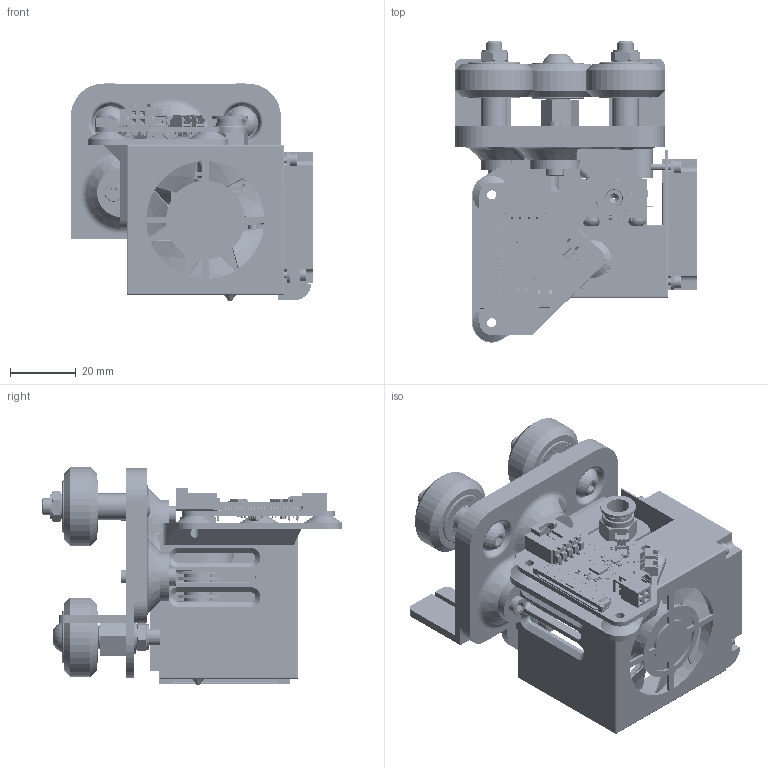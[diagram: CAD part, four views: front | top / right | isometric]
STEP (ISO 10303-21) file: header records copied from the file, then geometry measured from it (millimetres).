
FILE_DESCRIPTION(/* description */ (''),/* implementation_level */ '2;1');
FILE_NAME(/* name */ 'Creality-FFC-Mount.step',/* time_stamp */ '2019-02-10T00:32:24-08:00',/* author */ (''),/* organization */ (''),/* preprocessor_version */ 'ST-DEVELOPER v17.2',/* originating_system */ 'Autodesk Translation Framework v7.6.0.251',/* authorisation */ '');
FILE_SCHEMA (('AUTOMOTIVE_DESIGN { 1 0 10303 214 3 1 1 }'));
Products named in the file (56): Creality-Mount; References; Creality Printing Head v1; E plate; Cold section fan; Fan cover; Nozzle fan duct; Nozzle fan; ASM Heating Unit; Radiator; nozzle; Heat block; Pneumatic joint; Nozzle thermistor; Heater; M3×18 Flush Head Screw; M3X16 Pan Head Screw; M3 Split Washer; M3 Screw; ASM Roller X-Axis; ASM Eccentrical Roller X-Axis; Eccentric column; M5 washer; ASM Roller X-Axis_1; Spacers for rollers; Rollers; M5X30 Pan Head Screw; M5 Self-locking nut; 625pillow; M3X10 Pan Head Screw; M2X8 Socket Head Screw; 20mm Piezo; Plate-Mount; Nozzle-Mount; Extruder_Board1.2; PCB Component; Board; SFW24R-1STE1LF; CON-MOLEX-2P-1.27MM048; ATMEGA48PA-MMHR28M1-L ...
Assembly tree (105 placements, depth 5):
  Creality-Mount
    References
      Creality Printing Head v1
        E plate
        Cold section fan
        Fan cover
        Nozzle fan duct
        Nozzle fan
        ASM Heating Unit
          Radiator
          nozzle
          Heat block
          Pneumatic joint
          Nozzle thermistor
          Heater
          M3X16 Pan Head Screw  x2
          M3 Split Washer  x2
          M3×18 Flush Head Screw  x2
          M3 Screw  x2
        ASM Roller X-Axis
          Spacers for rollers
          Rollers
          M5X30 Pan Head Screw
          625pillow  x2
          M5 Self-locking nut
        ASM Eccentrical Roller X-Axis
          Eccentric column
          M5 washer
          Rollers
          M5X30 Pan Head Screw
          625pillow  x2
          M5 Self-locking nut
        M2X8 Socket Head Screw  x4
        M3X10 Pan Head Screw  x4
        ASM Roller X-Axis_1
          Spacers for rollers
          Rollers
          M5X30 Pan Head Screw
          625pillow  x2
          M5 Self-locking nut
      20mm Piezo
    Plate-Mount
    Nozzle-Mount
    Extruder_Board1.2
      PCB Component
        Board
        SFW24R-1STE1LF
        CON-MOLEX-2P-1.27MM048  x4
        ATMEGA48PA-MMHR28M1-L
        C-GRID-04-70553
        JST-2.54-2X2JST-DUPONT-2.54-2X2
        SEEED-LED_LED-0603  x7
        1M  x16
        0.1uF  x2
        1uF
        LM358PWRDFN-8
        BAV199
        0R
        1N4148DFN-1006-2
        MCP6001T-I/OTSOT-23-5_MC-L
Bounding box: 73.93 x 91.74 x 66.4 mm (x, y, z)
Volume: 84794 mm3; surface area: 97344.6 mm2
Topology: 260 solids, 502 shells, 8298 faces, 22093 edges, 14391 vertices
Faces by surface type: plane 5795, cylinder 1161, bspline 680, sphere 298, cone 221, torus 143
Full cylindrical faces by diameter (mm): 0.1 x2, 0.197 x6, 0.277 x6, 0.3 x43, 0.35 x40, 0.4 x1, 0.5 x10, 0.78 x2, 1.092 x4, 1.105 x4, 2 x11, 2.35 x68, 2.4 x2, 2.5 x3, 2.529 x24, 2.6 x4, 2.8 x6, 3 x88, 3.086 x22, 3.2 x8, 3.25 x2, 3.75 x2, 3.8 x4, 4 x6, 4.134 x3, 5 x18, 5.2 x1, 5.3 x1, 5.4 x8, 5.5 x9
Entity records: 170561 total; most frequent: CARTESIAN_POINT 50543, ORIENTED_EDGE 23546, DIRECTION 22713, EDGE_CURVE 12418, LINE 9389, VECTOR 9389, VERTEX_POINT 7957, AXIS2_PLACEMENT_3D 6662
